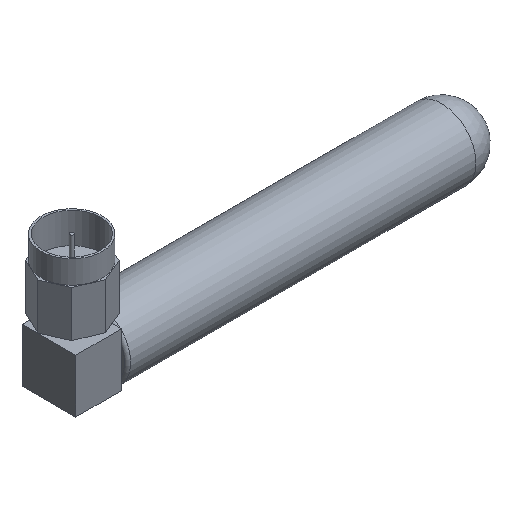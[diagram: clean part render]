
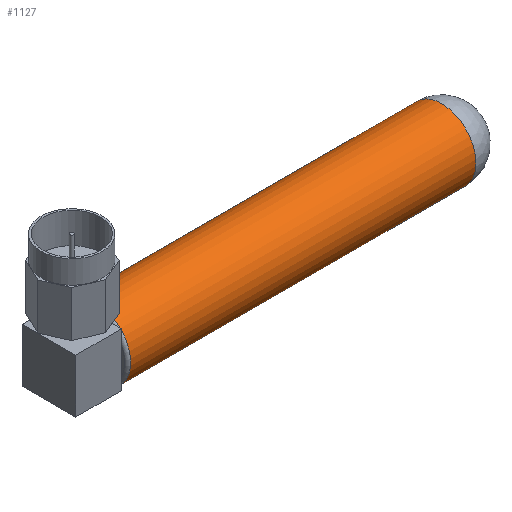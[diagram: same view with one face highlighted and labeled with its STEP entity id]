
A CAD part, isometric view. The second image highlights one B-rep face of the part: STEP entity #1127.
In plain terms, the highlighted cylindrical face has radius 4.5 mm (diameter 9 mm), a full revolution.
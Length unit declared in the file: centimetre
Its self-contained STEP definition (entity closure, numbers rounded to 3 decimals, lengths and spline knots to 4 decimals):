
#1085=CARTESIAN_POINT('',(0.45,0.,0.04));
#1086=VERTEX_POINT('',#1085);
#1087=CARTESIAN_POINT('',(0.0,0.0,0.04));
#1088=DIRECTION('',(0.0,0.0,-1.0));
#1089=DIRECTION('',(-1.0,0.0,0.0));
#1090=AXIS2_PLACEMENT_3D('',#1087,#1088,#1089);
#1091=CIRCLE('',#1090,0.45);
#1092=EDGE_CURVE('',#1086,#1086,#1091,.T.);
#1108=CARTESIAN_POINT('',(0.0,0.0,0.0));
#1109=DIRECTION('',(0.0,0.0,1.0));
#1110=DIRECTION('',(-1.0,0.0,0.0));
#1111=AXIS2_PLACEMENT_3D('',#1108,#1109,#1110);
#1112=CYLINDRICAL_SURFACE('',#1111,0.45);
#1113=CARTESIAN_POINT('',(0.45,0.,4.55));
#1114=VERTEX_POINT('',#1113);
#1115=CARTESIAN_POINT('',(0.0,0.0,4.55));
#1116=DIRECTION('',(0.0,0.0,1.0));
#1117=DIRECTION('',(-1.0,0.0,0.0));
#1118=AXIS2_PLACEMENT_3D('',#1115,#1116,#1117);
#1119=CIRCLE('',#1118,0.45);
#1120=EDGE_CURVE('',#1114,#1114,#1119,.T.);
#1121=ORIENTED_EDGE('',*,*,#1120,.F.);
#1122=EDGE_LOOP('',(#1121));
#1123=FACE_OUTER_BOUND('',#1122,.T.);
#1124=ORIENTED_EDGE('',*,*,#1092,.F.);
#1125=EDGE_LOOP('',(#1124));
#1126=FACE_BOUND('',#1125,.T.);
#1127=ADVANCED_FACE('',(#1123,#1126),#1112,.T.);
